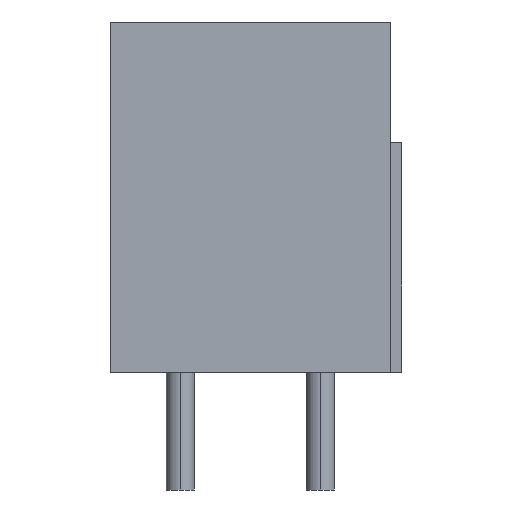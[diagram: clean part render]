
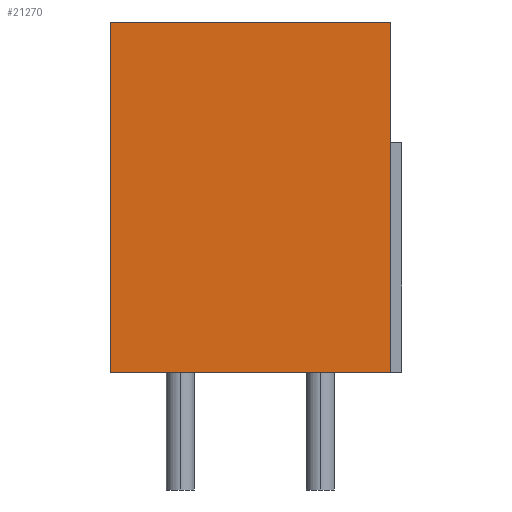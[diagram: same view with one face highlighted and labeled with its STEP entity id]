
A CAD part, front view. The second image highlights one B-rep face of the part: STEP entity #21270.
In plain terms, the highlighted planar face has unit normal (0, -1, 0).
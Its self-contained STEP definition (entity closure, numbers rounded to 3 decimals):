
#117 = DIRECTION ( 'NONE',  ( -1., 0., 0. ) ) ;
#219 = VERTEX_POINT ( 'NONE', #25593 ) ;
#246 = VECTOR ( 'NONE', #1924, 1000. ) ;
#745 = FACE_OUTER_BOUND ( 'NONE', #26868, .T. ) ;
#1001 = VERTEX_POINT ( 'NONE', #17994 ) ;
#1024 = LINE ( 'NONE', #19625, #20576 ) ;
#1924 = DIRECTION ( 'NONE',  ( 0., 0., 1. ) ) ;
#2419 = LINE ( 'NONE', #11683, #25993 ) ;
#2640 = ORIENTED_EDGE ( 'NONE', *, *, #8487, .T. ) ;
#4073 = LINE ( 'NONE', #11490, #246 ) ;
#5558 = ORIENTED_EDGE ( 'NONE', *, *, #15552, .F. ) ;
#7763 = PLANE ( 'NONE',  #20213 ) ;
#8487 = EDGE_CURVE ( 'NONE', #1001, #8641, #9313, .T. ) ;
#8641 = VERTEX_POINT ( 'NONE', #22236 ) ;
#9313 = LINE ( 'NONE', #16473, #18654 ) ;
#9638 = ORIENTED_EDGE ( 'NONE', *, *, #13711, .T. ) ;
#11078 = DIRECTION ( 'NONE',  ( 0., -1., 0. ) ) ;
#11490 = CARTESIAN_POINT ( 'NONE',  ( -5., -4.55, 0. ) ) ;
#11683 = CARTESIAN_POINT ( 'NONE',  ( 0., -4.55, 0. ) ) ;
#13711 = EDGE_CURVE ( 'NONE', #8641, #219, #1024, .T. ) ;
#14176 = DIRECTION ( 'NONE',  ( 0., 0., 1. ) ) ;
#14838 = EDGE_CURVE ( 'NONE', #1001, #29097, #2419, .T. ) ;
#15552 = EDGE_CURVE ( 'NONE', #29097, #219, #4073, .T. ) ;
#16473 = CARTESIAN_POINT ( 'NONE',  ( 5., -4.55, 0. ) ) ;
#17994 = CARTESIAN_POINT ( 'NONE',  ( 5., -4.55, 0. ) ) ;
#18654 = VECTOR ( 'NONE', #14176, 1000. ) ;
#19625 = CARTESIAN_POINT ( 'NONE',  ( 0., -4.55, 12.5 ) ) ;
#20213 = AXIS2_PLACEMENT_3D ( 'NONE', #27479, #11078, #20238 ) ;
#20238 = DIRECTION ( 'NONE',  ( 0., 0., 1. ) ) ;
#20576 = VECTOR ( 'NONE', #29448, 1000. ) ;
#21270 = ADVANCED_FACE ( 'NONE', ( #745 ), #7763, .T. ) ;
#22236 = CARTESIAN_POINT ( 'NONE',  ( 5., -4.55, 12.5 ) ) ;
#25593 = CARTESIAN_POINT ( 'NONE',  ( -5., -4.55, 12.5 ) ) ;
#25993 = VECTOR ( 'NONE', #117, 1000. ) ;
#26868 = EDGE_LOOP ( 'NONE', ( #5558, #29427, #2640, #9638 ) ) ;
#27479 = CARTESIAN_POINT ( 'NONE',  ( 0., -4.55, 0. ) ) ;
#27588 = CARTESIAN_POINT ( 'NONE',  ( -5., -4.55, 0. ) ) ;
#29097 = VERTEX_POINT ( 'NONE', #27588 ) ;
#29427 = ORIENTED_EDGE ( 'NONE', *, *, #14838, .F. ) ;
#29448 = DIRECTION ( 'NONE',  ( -1., 0., 0. ) ) ;
